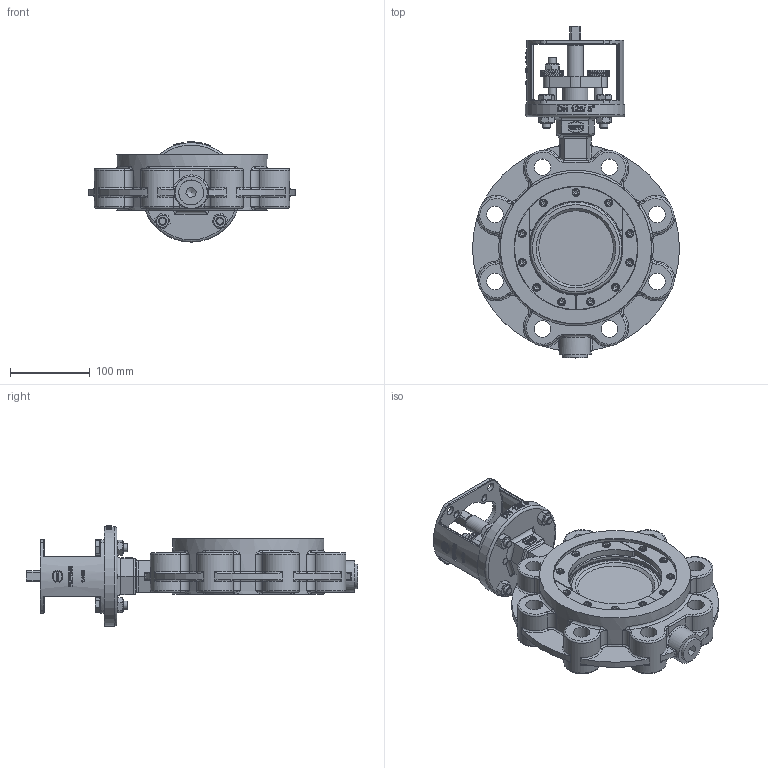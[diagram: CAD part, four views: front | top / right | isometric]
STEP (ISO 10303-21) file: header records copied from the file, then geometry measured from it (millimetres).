
FILE_DESCRIPTION(/* description */ (''),/* implementation_level */ '2;1');
FILE_NAME(/* name */ 'HP114-SEG-K3 DN125 PN25-40.stp',/* time_stamp */ '2018-11-22T13:53:27+01:00',/* author */ ('hellwig'),/* organization */ (''),/* preprocessor_version */ 'ST-DEVELOPER v16.5',/* originating_system */ 'Autodesk Inventor 2017',/* authorisation */ '');
FILE_SCHEMA (('CONFIG_CONTROL_DESIGN'));
Products named in the file (1): M55313
Bounding box: 260 x 417.1 x 126 mm (x, y, z)
Volume: 7453.7 mm3; surface area: 467557.9 mm2
Topology: 18 solids, 20 shells, 1771 faces, 4381 edges, 2721 vertices
Faces by surface type: plane 585, cylinder 423, bspline 379, torus 220, cone 153, sphere 11
Full cylindrical faces by diameter (mm): 8.376 x2, 9 x10, 9.188 x4, 9.2 x2, 10 x33, 10.2 x12, 11 x10, 15.4 x4, 20 x3, 20.05 x3, 20.1 x1, 20.2 x4, 20.752 x8, 22.1 x1, 23.2 x3, 23.25 x2, 24.376 x2, 26 x1, 28 x12, 28.2 x2, 31 x1, 31.2 x1, 31.8 x1, 31.9 x1, 32 x2, 40 x1, 117.5 x1, 118 x1, 119.1 x1, 125 x1
Entity records: 104107 total; most frequent: CARTESIAN_POINT 63892, ORIENTED_EDGE 7986, DIRECTION 7355, EDGE_CURVE 3981, AXIS2_PLACEMENT_3D 2978, VERTEX_POINT 2643, EDGE_LOOP 2300, STYLED_ITEM 1785
